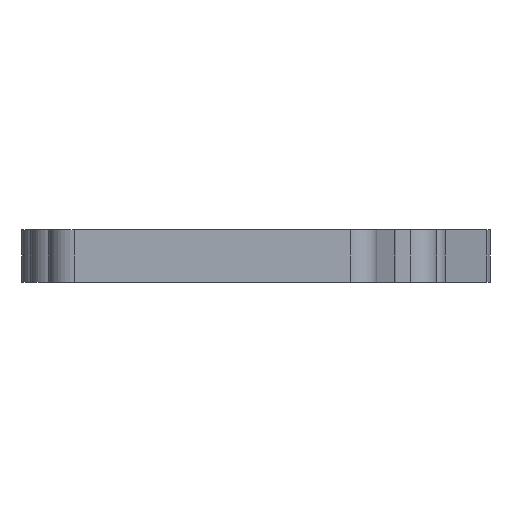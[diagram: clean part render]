
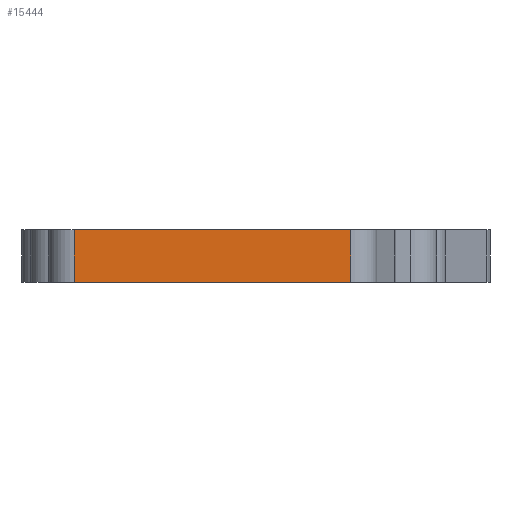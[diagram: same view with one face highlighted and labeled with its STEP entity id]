
A CAD part, left-side view. The second image highlights one B-rep face of the part: STEP entity #15444.
In plain terms, the highlighted planar face has unit normal (-1, 0, 0).
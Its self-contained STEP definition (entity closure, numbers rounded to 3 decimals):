
#1797=PLANE('',#15923);
#2630=FACE_OUTER_BOUND('',#3530,.T.);
#3530=EDGE_LOOP('',(#14522,#14523,#14524,#14525));
#4707=LINE('',#30465,#5968);
#4790=LINE('',#30707,#6051);
#4791=LINE('',#30710,#6052);
#4792=LINE('',#30711,#6053);
#5968=VECTOR('',#17813,10.);
#6051=VECTOR('',#18108,10.);
#6052=VECTOR('',#18111,10.);
#6053=VECTOR('',#18112,10.);
#7626=VERTEX_POINT('',#30462);
#7627=VERTEX_POINT('',#30464);
#7680=VERTEX_POINT('',#30705);
#7681=VERTEX_POINT('',#30709);
#9859=EDGE_CURVE('',#7627,#7626,#4707,.T.);
#9971=EDGE_CURVE('',#7626,#7680,#4790,.T.);
#9972=EDGE_CURVE('',#7681,#7680,#4791,.T.);
#9973=EDGE_CURVE('',#7627,#7681,#4792,.T.);
#14522=ORIENTED_EDGE('',*,*,#9971,.T.);
#14523=ORIENTED_EDGE('',*,*,#9972,.F.);
#14524=ORIENTED_EDGE('',*,*,#9973,.F.);
#14525=ORIENTED_EDGE('',*,*,#9859,.T.);
#15444=ADVANCED_FACE('',(#2630),#1797,.T.);
#15923=AXIS2_PLACEMENT_3D('',#30708,#18109,#18110);
#17813=DIRECTION('',(0.,1.,0.));
#18108=DIRECTION('',(0.,0.,-1.));
#18109=DIRECTION('center_axis',(-1.,0.,0.));
#18110=DIRECTION('ref_axis',(0.,1.,0.));
#18111=DIRECTION('',(0.,1.,0.));
#18112=DIRECTION('',(0.,0.,-1.));
#30462=CARTESIAN_POINT('',(-149.239,-94.406,7.6));
#30464=CARTESIAN_POINT('',(-149.239,-169.381,7.6));
#30465=CARTESIAN_POINT('',(-149.239,-119.034,7.6));
#30705=CARTESIAN_POINT('',(-149.239,-94.406,-6.5));
#30707=CARTESIAN_POINT('',(-149.239,-94.406,-2.5));
#30708=CARTESIAN_POINT('Origin',(-149.239,-169.381,-2.5));
#30709=CARTESIAN_POINT('',(-149.239,-169.381,-6.5));
#30710=CARTESIAN_POINT('',(-149.239,-153.601,-6.5));
#30711=CARTESIAN_POINT('',(-149.239,-169.381,-2.5));
